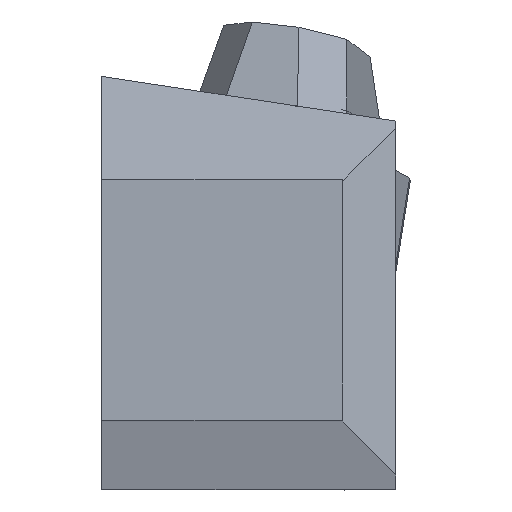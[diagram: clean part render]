
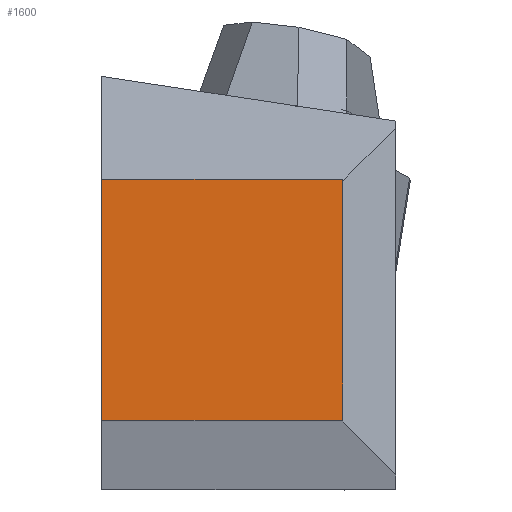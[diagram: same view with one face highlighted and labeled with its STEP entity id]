
A CAD part, top view. The second image highlights one B-rep face of the part: STEP entity #1600.
In plain terms, the highlighted planar face has unit normal (0, 0, 1).
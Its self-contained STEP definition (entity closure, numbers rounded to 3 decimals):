
#1580=AXIS2_PLACEMENT_3D('Plane Axis2P3D',#1577,#1578,#1579) ;
#1509=CARTESIAN_POINT('Line Origine',(25.,12.5,0.)) ;
#1513=CARTESIAN_POINT('Vertex',(25.,25.,0.)) ;
#1515=CARTESIAN_POINT('Vertex',(25.,0.,0.)) ;
#1561=CARTESIAN_POINT('Vertex',(0.,25.,0.)) ;
#1564=CARTESIAN_POINT('Line Origine',(12.5,25.,0.)) ;
#1577=CARTESIAN_POINT('Axis2P3D Location',(0.,25.,0.)) ;
#1582=CARTESIAN_POINT('Line Origine',(0.,12.5,0.)) ;
#1586=CARTESIAN_POINT('Vertex',(0.,0.,0.)) ;
#1589=CARTESIAN_POINT('Line Origine',(12.5,0.,0.)) ;
#1510=DIRECTION('Vector Direction',(0.,-1.,0.)) ;
#1565=DIRECTION('Vector Direction',(1.,0.,0.)) ;
#1578=DIRECTION('Axis2P3D Direction',(0.,0.,-1.)) ;
#1579=DIRECTION('Axis2P3D XDirection',(1.,0.,0.)) ;
#1583=DIRECTION('Vector Direction',(0.,-1.,0.)) ;
#1590=DIRECTION('Vector Direction',(1.,0.,0.)) ;
#1511=VECTOR('Line Direction',#1510,1.) ;
#1566=VECTOR('Line Direction',#1565,1.) ;
#1584=VECTOR('Line Direction',#1583,1.) ;
#1591=VECTOR('Line Direction',#1590,1.) ;
#1595=ORIENTED_EDGE('',*,*,#1588,.T.) ;
#1596=ORIENTED_EDGE('',*,*,#1593,.T.) ;
#1597=ORIENTED_EDGE('',*,*,#1517,.F.) ;
#1598=ORIENTED_EDGE('',*,*,#1568,.F.) ;
#1600=ADVANCED_FACE('NOCUT',(#1599),#1581,.F.) ;
#1517=EDGE_CURVE('',#1514,#1516,#1512,.T.) ;
#1568=EDGE_CURVE('',#1562,#1514,#1567,.T.) ;
#1588=EDGE_CURVE('',#1562,#1587,#1585,.T.) ;
#1593=EDGE_CURVE('',#1587,#1516,#1592,.T.) ;
#1594=EDGE_LOOP('',(#1595,#1596,#1597,#1598)) ;
#1599=FACE_OUTER_BOUND('',#1594,.T.) ;
#1512=LINE('Line',#1509,#1511) ;
#1567=LINE('Line',#1564,#1566) ;
#1585=LINE('Line',#1582,#1584) ;
#1592=LINE('Line',#1589,#1591) ;
#1581=PLANE('',#1580) ;
#1514=VERTEX_POINT('',#1513) ;
#1516=VERTEX_POINT('',#1515) ;
#1562=VERTEX_POINT('',#1561) ;
#1587=VERTEX_POINT('',#1586) ;
